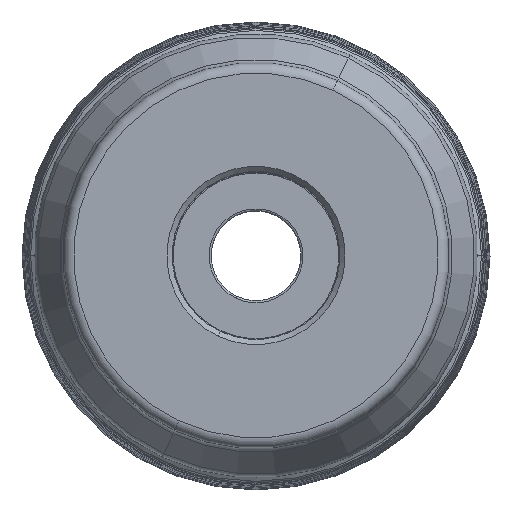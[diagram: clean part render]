
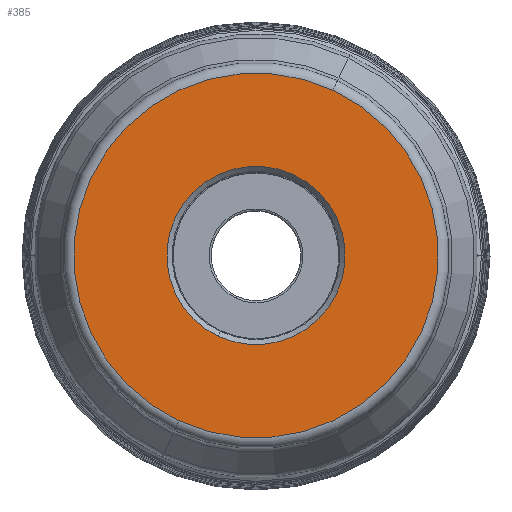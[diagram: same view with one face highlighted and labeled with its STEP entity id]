
A CAD part, top view. The second image highlights one B-rep face of the part: STEP entity #385.
In plain terms, the highlighted planar face has unit normal (0, 0, 1).
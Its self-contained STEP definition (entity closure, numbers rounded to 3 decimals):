
#61=PLANE('',#3899);
#73=FACE_BOUND('',#893,.T.);
#74=FACE_BOUND('',#894,.T.);
#385=ADVANCED_FACE('',(#73,#74),#61,.F.);
#893=EDGE_LOOP('',(#1652,#1653,#1654,#1655));
#894=EDGE_LOOP('',(#1656,#1657));
#1652=ORIENTED_EDGE('',*,*,#2418,.T.);
#1653=ORIENTED_EDGE('',*,*,#2419,.T.);
#1654=ORIENTED_EDGE('',*,*,#2420,.F.);
#1655=ORIENTED_EDGE('',*,*,#2421,.F.);
#1656=ORIENTED_EDGE('',*,*,#2417,.T.);
#1657=ORIENTED_EDGE('',*,*,#2415,.T.);
#2000=VERTEX_POINT('',#7414);
#2001=VERTEX_POINT('',#7416);
#2002=VERTEX_POINT('',#7422);
#2003=VERTEX_POINT('',#7423);
#2004=VERTEX_POINT('',#7425);
#2005=VERTEX_POINT('',#7427);
#2415=EDGE_CURVE('',#2001,#2000,#2928,.T.);
#2417=EDGE_CURVE('',#2000,#2001,#2929,.T.);
#2418=EDGE_CURVE('',#2002,#2003,#2930,.T.);
#2419=EDGE_CURVE('',#2003,#2004,#2931,.T.);
#2420=EDGE_CURVE('',#2005,#2004,#2932,.T.);
#2421=EDGE_CURVE('',#2002,#2005,#2933,.T.);
#2928=CIRCLE('',#3891,16.91);
#2929=CIRCLE('',#3893,16.91);
#2930=CIRCLE('',#3895,34.575);
#2931=CIRCLE('',#3896,34.575);
#2932=CIRCLE('',#3897,34.575);
#2933=CIRCLE('',#3898,34.575);
#3891=AXIS2_PLACEMENT_3D('',#7415,#4871,#4872);
#3893=AXIS2_PLACEMENT_3D('',#7419,#4876,#4877);
#3895=AXIS2_PLACEMENT_3D('',#7421,#4880,#4881);
#3896=AXIS2_PLACEMENT_3D('',#7424,#4882,#4883);
#3897=AXIS2_PLACEMENT_3D('',#7426,#4884,#4885);
#3898=AXIS2_PLACEMENT_3D('',#7428,#4886,#4887);
#3899=AXIS2_PLACEMENT_3D('',#7429,#4888,#4889);
#4871=DIRECTION('',(0.,0.,-1.));
#4872=DIRECTION('',(-0.423,-0.906,0.));
#4876=DIRECTION('',(0.,0.,-1.));
#4877=DIRECTION('',(0.423,0.906,0.));
#4880=DIRECTION('',(0.,0.,1.));
#4881=DIRECTION('',(0.422,0.906,0.));
#4882=DIRECTION('',(0.,0.,1.));
#4883=DIRECTION('',(-0.422,-0.906,0.));
#4884=DIRECTION('',(0.,0.,-1.));
#4885=DIRECTION('',(-0.422,-0.906,0.));
#4886=DIRECTION('',(0.,0.,-1.));
#4887=DIRECTION('',(0.422,0.906,0.));
#4888=DIRECTION('',(0.,0.,-1.));
#4889=DIRECTION('',(0.423,0.906,0.));
#7414=CARTESIAN_POINT('',(7.146,15.326,0.));
#7415=CARTESIAN_POINT('',(0.,0.,0.));
#7416=CARTESIAN_POINT('',(-7.146,-15.326,0.));
#7419=CARTESIAN_POINT('',(0.,0.,0.));
#7421=CARTESIAN_POINT('',(0.,0.,0.));
#7422=CARTESIAN_POINT('',(14.598,31.342,0.));
#7423=CARTESIAN_POINT('',(-14.612,-31.336,0.));
#7424=CARTESIAN_POINT('',(0.,0.,0.));
#7425=CARTESIAN_POINT('',(-14.598,-31.342,0.));
#7426=CARTESIAN_POINT('',(0.,0.,0.));
#7427=CARTESIAN_POINT('',(14.612,31.336,0.));
#7428=CARTESIAN_POINT('',(0.,0.,0.));
#7429=CARTESIAN_POINT('',(0.,0.,0.));
